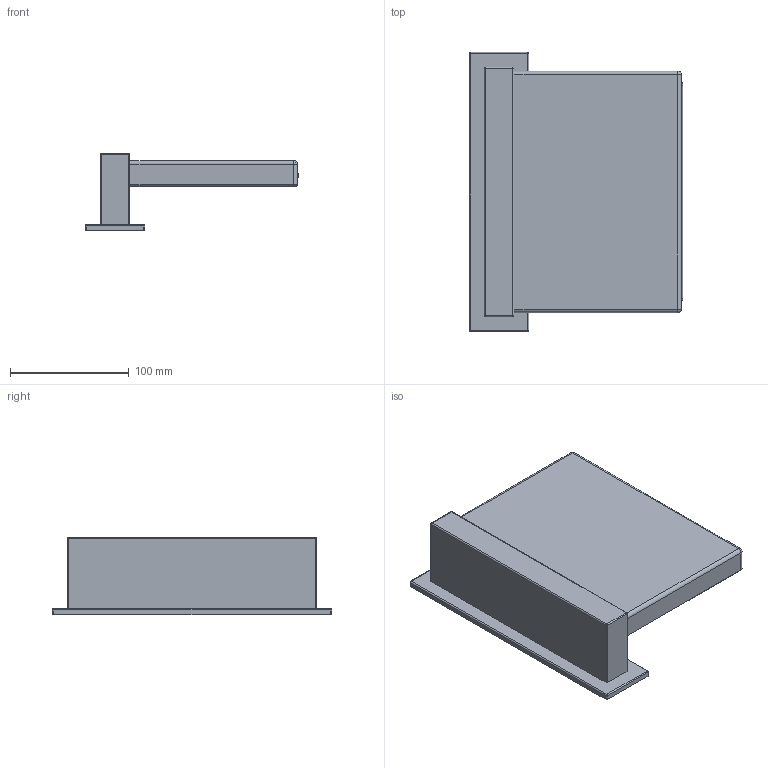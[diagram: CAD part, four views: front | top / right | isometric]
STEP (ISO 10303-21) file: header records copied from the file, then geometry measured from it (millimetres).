
FILE_DESCRIPTION(/* description */ ('Unknown'),/* implementation_level */ '2;1');
FILE_NAME(/* name */ 'M150',/* time_stamp */ '2016-04-21T10:39:26+02:00',/* author */ ('Unknown'),/* organization */ ('Unknown'),/* preprocessor_version */ 'ST-DEVELOPER v16.7',/* originating_system */ 'DEX',/* authorisation */ $);
FILE_SCHEMA (('AUTOMOTIVE_DESIGN {1 0 10303 214 3 1 1}'));
Length unit declared in the file: millimetre
Products named in the file (2): M150; id5
Assembly tree (1 placements, depth 2):
  M150
    id5
Bounding box: 179.5 x 235 x 65 mm (x, y, z)
Surface area: 224550.8 mm2 (no closed solid volume)
Topology: 0 solids, 145 shells, 147 faces, 679 edges, 645 vertices
Faces by surface type: cylinder 64, plane 57, sphere 10, cone 8, bspline 8
Full cylindrical faces by diameter (mm): 3 x2, 7.5 x2, 10 x2, 13 x1, 14 x2, 14.95 x1, 18 x1, 18.5 x1, 23.2 x1, 44 x1
Entity records: 9534 total; most frequent: CARTESIAN_POINT 3074, DIRECTION 1179, ORIENTED_EDGE 630, EDGE_CURVE 628, VERTEX_POINT 628, AXIS2_PLACEMENT_3D 431, LINE 317, VECTOR 317
